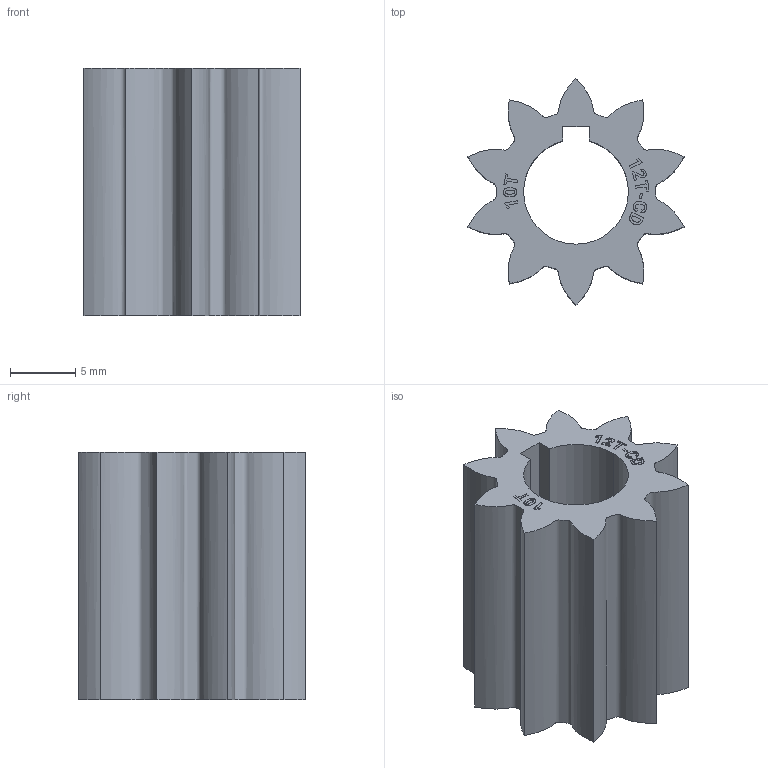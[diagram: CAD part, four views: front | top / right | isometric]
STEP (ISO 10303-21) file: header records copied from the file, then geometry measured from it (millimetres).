
FILE_DESCRIPTION (( 'STEP AP214' ), '1' );
FILE_NAME ('WCP-0899 Rev1.step', '2023-10-30T20:01:47', ( '' ), ( '' ), 'SwSTEP 2.0', 'SolidWorks 2022', '' );
FILE_SCHEMA (( 'AUTOMOTIVE_DESIGN' ));
Length unit declared in the file: inch
Products named in the file (1): WCP-0899 Rev1
Bounding box: 16.6 x 17.45 x 19.05 mm (x, y, z)
Volume: 2007.2 mm3; surface area: 2128 mm2
Topology: 1 solids, 1 shells, 213 faces, 567 edges, 378 vertices
Faces by surface type: plane 145, bspline 65, cylinder 3
Entity records: 12325 total; most frequent: CARTESIAN_POINT 7408, ORIENTED_EDGE 1134, DIRECTION 741, EDGE_CURVE 567, VECTOR 431, LINE 431, VERTEX_POINT 378, EDGE_LOOP 237
